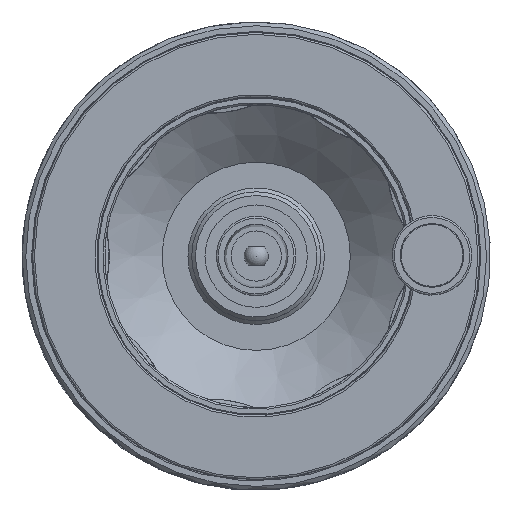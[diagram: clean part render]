
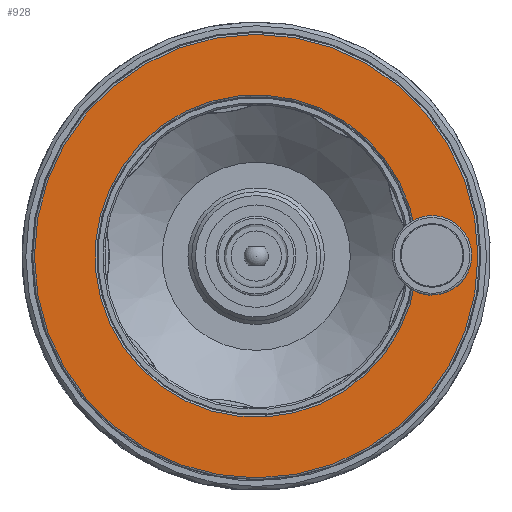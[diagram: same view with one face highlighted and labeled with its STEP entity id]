
A CAD part, top view. The second image highlights one B-rep face of the part: STEP entity #928.
In plain terms, the highlighted planar face has unit normal (0, 0, 1).
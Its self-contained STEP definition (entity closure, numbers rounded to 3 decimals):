
#928 = ADVANCED_FACE( '', ( #2138, #2139 ), #2140, .T. );
#2138 = FACE_BOUND( '', #3984, .T. );
#2139 = FACE_OUTER_BOUND( '', #3985, .T. );
#2140 = PLANE( '', #3986 );
#3984 = EDGE_LOOP( '', ( #8483, #8484, #8485, #8486, #8487, #8488 ) );
#3985 = EDGE_LOOP( '', ( #8489 ) );
#3986 = AXIS2_PLACEMENT_3D( '', #8490, #8491, #8492 );
#8483 = ORIENTED_EDGE( '', *, *, #10463, .T. );
#8484 = ORIENTED_EDGE( '', *, *, #10661, .T. );
#8485 = ORIENTED_EDGE( '', *, *, #10662, .T. );
#8486 = ORIENTED_EDGE( '', *, *, #10663, .T. );
#8487 = ORIENTED_EDGE( '', *, *, #10664, .T. );
#8488 = ORIENTED_EDGE( '', *, *, #10665, .T. );
#8489 = ORIENTED_EDGE( '', *, *, #10648, .T. );
#8490 = CARTESIAN_POINT( '', ( 0., 58.985, 10.84 ) );
#8491 = DIRECTION( '', ( 0., 0., 1. ) );
#8492 = DIRECTION( '', ( 1., 0., 0. ) );
#10463 = EDGE_CURVE( '', #12894, #12892, #12895, .F. );
#10648 = EDGE_CURVE( '', #13197, #13197, #13198, .T. );
#10661 = EDGE_CURVE( '', #12892, #13211, #13212, .T. );
#10662 = EDGE_CURVE( '', #13211, #13213, #13214, .T. );
#10663 = EDGE_CURVE( '', #13213, #13215, #13216, .T. );
#10664 = EDGE_CURVE( '', #13215, #13217, #13218, .T. );
#10665 = EDGE_CURVE( '', #13217, #12894, #13219, .T. );
#12892 = VERTEX_POINT( '', #19718 );
#12894 = VERTEX_POINT( '', #19753 );
#12895 = CIRCLE( '', #19754, 42.5 );
#13197 = VERTEX_POINT( '', #20608 );
#13198 = CIRCLE( '', #20609, 58.485 );
#13211 = VERTEX_POINT( '', #20710 );
#13212 = LINE( '', #20711, #20712 );
#13213 = VERTEX_POINT( '', #20713 );
#13214 = LINE( '', #20714, #20715 );
#13215 = VERTEX_POINT( '', #20716 );
#13216 = LINE( '', #20717, #20718 );
#13217 = VERTEX_POINT( '', #20719 );
#13218 = LINE( '', #20720, #20721 );
#13219 = LINE( '', #20722, #20723 );
#19718 = CARTESIAN_POINT( '', ( 42.122, 5.659, 10.84 ) );
#19753 = CARTESIAN_POINT( '', ( 42.118, -5.687, 10.84 ) );
#19754 = AXIS2_PLACEMENT_3D( '', #22850, #22851, #22852 );
#20608 = CARTESIAN_POINT( '', ( 58.485, 0., 10.84 ) );
#20609 = AXIS2_PLACEMENT_3D( '', #23133, #23134, #23135 );
#20710 = CARTESIAN_POINT( '', ( 46.243, 7.949, 10.84 ) );
#20711 = CARTESIAN_POINT( '', ( 32.578, 0.356, 10.84 ) );
#20712 = VECTOR( '', #23143, 1000. );
#20713 = CARTESIAN_POINT( '', ( 52.935, 4.167, 10.84 ) );
#20714 = CARTESIAN_POINT( '', ( -10.666, 40.113, 10.84 ) );
#20715 = VECTOR( '', #23144, 1000. );
#20716 = CARTESIAN_POINT( '', ( 52.935, -4.166, 10.84 ) );
#20717 = CARTESIAN_POINT( '', ( 52.935, 58.985, 10.84 ) );
#20718 = VECTOR( '', #23145, 1000. );
#20719 = CARTESIAN_POINT( '', ( 46.243, -8.027, 10.84 ) );
#20720 = CARTESIAN_POINT( '', ( 40.556, -11.308, 10.84 ) );
#20721 = VECTOR( '', #23146, 1000. );
#20722 = CARTESIAN_POINT( '', ( -17.501, 28.131, 10.84 ) );
#20723 = VECTOR( '', #23147, 1000. );
#22850 = CARTESIAN_POINT( '', ( 0., 0., 10.84 ) );
#22851 = DIRECTION( '', ( 0., 0., 1. ) );
#22852 = DIRECTION( '', ( 1., 0., 0. ) );
#23133 = CARTESIAN_POINT( '', ( 0., 0., 10.84 ) );
#23134 = DIRECTION( '', ( 0., 0., 1. ) );
#23135 = DIRECTION( '', ( 1., 0., 0. ) );
#23143 = DIRECTION( '', ( 0.874, 0.486, 0. ) );
#23144 = DIRECTION( '', ( 0.871, -0.492, 0. ) );
#23145 = DIRECTION( '', ( 0., -1., 0. ) );
#23146 = DIRECTION( '', ( -0.866, -0.5, 0. ) );
#23147 = DIRECTION( '', ( -0.87, 0.493, 0. ) );
